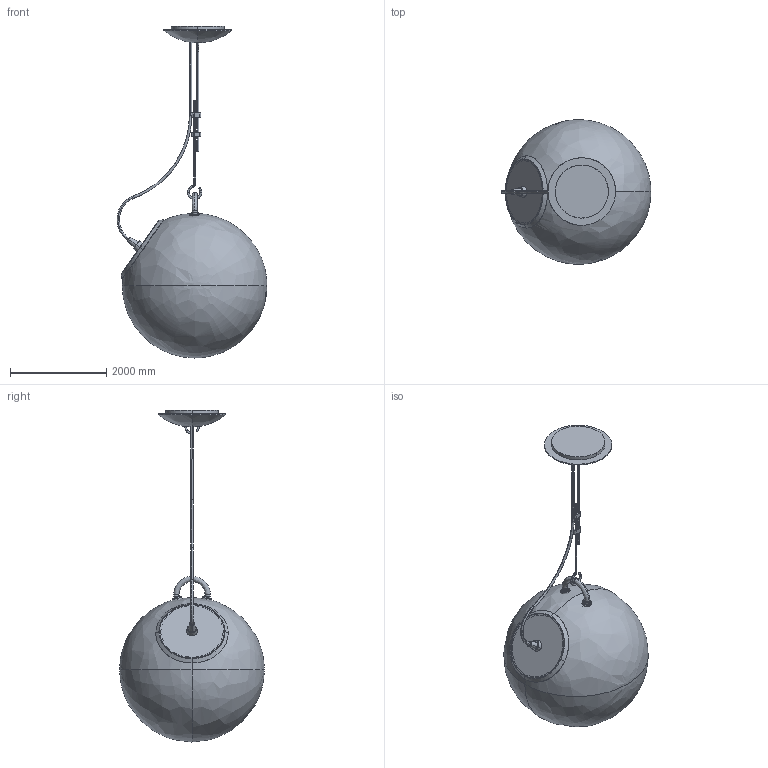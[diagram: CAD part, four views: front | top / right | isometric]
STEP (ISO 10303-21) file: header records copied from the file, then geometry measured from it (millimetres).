
FILE_DESCRIPTION(/* description */ (''),/* implementation_level */ '2;1');
FILE_NAME(/* name */ 'Miconos_suspension',/* time_stamp */ '2021-03-11T15:30:41+01:00',/* author */ (''),/* organization */ (''),/* preprocessor_version */ 'ST-DEVELOPER v15',/* originating_system */ '',/* authorisation */ '');
FILE_SCHEMA (('AUTOMOTIVE_DESIGN'));
Length unit declared in the file: centimetre
Products named in the file (1): Document
Bounding box: 3110.29 x 3000 x 6885 mm (x, y, z)
Volume: 1547506421.9 mm3; surface area: 43661823.7 mm2
Topology: 7 solids, 8 shells, 217 faces, 485 edges, 287 vertices
Faces by surface type: bspline 188, plane 29
Entity records: 7431 total; most frequent: CARTESIAN_POINT 4810, ORIENTED_EDGE 950, EDGE_CURVE 477, VERTEX_POINT 287, EDGE_LOOP 229, ADVANCED_FACE 217, FACE_OUTER_BOUND 217, B_SPLINE_CURVE_WITH_KNOTS 90
